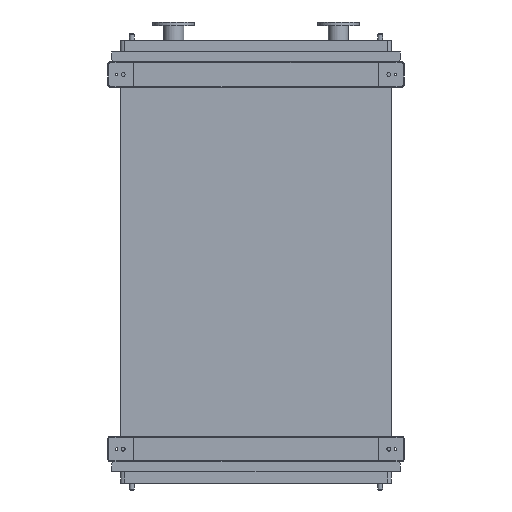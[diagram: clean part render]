
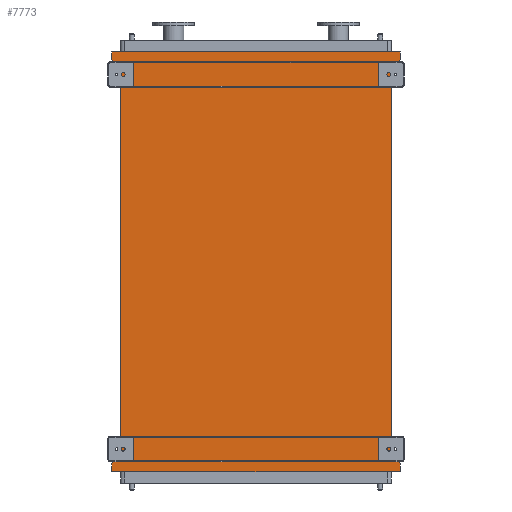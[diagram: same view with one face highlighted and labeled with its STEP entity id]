
A CAD part, front view. The second image highlights one B-rep face of the part: STEP entity #7773.
In plain terms, the highlighted planar face has unit normal (0, -1, 0).
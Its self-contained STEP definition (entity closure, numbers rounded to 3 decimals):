
#115 = EDGE_CURVE ( 'NONE', #22652, #23144, #4967, .T. ) ;
#656 = DIRECTION ( 'NONE',  ( 0., 0., -1. ) ) ;
#796 = EDGE_CURVE ( 'NONE', #23144, #7043, #8172, .T. ) ;
#913 = CARTESIAN_POINT ( 'NONE',  ( 725., 0., -2050. ) ) ;
#922 = VECTOR ( 'NONE', #14342, 1000. ) ;
#1055 = EDGE_CURVE ( 'NONE', #12115, #18705, #20609, .T. ) ;
#1226 = EDGE_CURVE ( 'NONE', #7043, #5855, #14734, .T. ) ;
#1607 = CARTESIAN_POINT ( 'NONE',  ( 725., 0., -2050. ) ) ;
#1803 = LINE ( 'NONE', #913, #20744 ) ;
#1816 = DIRECTION ( 'NONE',  ( 1., 0., 0. ) ) ;
#2031 = EDGE_CURVE ( 'NONE', #5855, #3555, #4003, .T. ) ;
#2288 = ORIENTED_EDGE ( 'NONE', *, *, #3160, .F. ) ;
#2701 = EDGE_CURVE ( 'NONE', #3555, #12115, #5101, .T. ) ;
#2856 = EDGE_CURVE ( 'NONE', #18705, #7066, #11021, .T. ) ;
#3160 = EDGE_CURVE ( 'NONE', #7066, #11190, #6499, .T. ) ;
#3311 = EDGE_CURVE ( 'NONE', #9781, #13942, #18742, .T. ) ;
#3363 = ORIENTED_EDGE ( 'NONE', *, *, #5864, .T. ) ;
#3555 = VERTEX_POINT ( 'NONE', #12774 ) ;
#3676 = CARTESIAN_POINT ( 'NONE',  ( 771., 0., 53. ) ) ;
#3761 = CARTESIAN_POINT ( 'NONE',  ( -771., 0., -2103. ) ) ;
#3796 = EDGE_CURVE ( 'NONE', #13942, #19532, #7713, .T. ) ;
#4003 = LINE ( 'NONE', #21647, #22197 ) ;
#4967 = LINE ( 'NONE', #1607, #20102 ) ;
#5101 = LINE ( 'NONE', #3761, #15245 ) ;
#5178 = VECTOR ( 'NONE', #22388, 1000. ) ;
#5386 = DIRECTION ( 'NONE',  ( 0., 0., -1. ) ) ;
#5485 = VECTOR ( 'NONE', #23372, 1000. ) ;
#5640 = ORIENTED_EDGE ( 'NONE', *, *, #3311, .F. ) ;
#5855 = VERTEX_POINT ( 'NONE', #21622 ) ;
#5864 = EDGE_CURVE ( 'NONE', #22652, #19532, #1803, .T. ) ;
#6499 = LINE ( 'NONE', #19179, #21573 ) ;
#6863 = DIRECTION ( 'NONE',  ( 0., 0., -1. ) ) ;
#7043 = VERTEX_POINT ( 'NONE', #19927 ) ;
#7066 = VERTEX_POINT ( 'NONE', #10474 ) ;
#7072 = CARTESIAN_POINT ( 'NONE',  ( -725., 0., 0. ) ) ;
#7713 = LINE ( 'NONE', #19068, #12797 ) ;
#7773 = ADVANCED_FACE ( 'NONE', ( #9110 ), #12958, .T. ) ;
#8031 = CARTESIAN_POINT ( 'NONE',  ( -725., 0., -2050. ) ) ;
#8172 = LINE ( 'NONE', #20168, #23078 ) ;
#8526 = ORIENTED_EDGE ( 'NONE', *, *, #1226, .F. ) ;
#9110 = FACE_OUTER_BOUND ( 'NONE', #12300, .T. ) ;
#9781 = VERTEX_POINT ( 'NONE', #21038 ) ;
#10474 = CARTESIAN_POINT ( 'NONE',  ( -771., 0., 53. ) ) ;
#11021 = LINE ( 'NONE', #16277, #922 ) ;
#11173 = CARTESIAN_POINT ( 'NONE',  ( 725., 0., -2050. ) ) ;
#11190 = VERTEX_POINT ( 'NONE', #18899 ) ;
#11202 = CARTESIAN_POINT ( 'NONE',  ( 771., 0., -2145. ) ) ;
#11543 = DIRECTION ( 'NONE',  ( 0., 0., 1. ) ) ;
#11766 = ORIENTED_EDGE ( 'NONE', *, *, #22671, .F. ) ;
#11998 = CARTESIAN_POINT ( 'NONE',  ( 771., 0., 95. ) ) ;
#12115 = VERTEX_POINT ( 'NONE', #8031 ) ;
#12300 = EDGE_LOOP ( 'NONE', ( #3363, #14850, #5640, #11766, #2288, #15998, #22588, #14485, #16293, #8526, #23364, #16931 ) ) ;
#12774 = CARTESIAN_POINT ( 'NONE',  ( -771., 0., -2103. ) ) ;
#12797 = VECTOR ( 'NONE', #20929, 1000. ) ;
#12958 = PLANE ( 'NONE',  #20189 ) ;
#13088 = CARTESIAN_POINT ( 'NONE',  ( -771., 0., 95. ) ) ;
#13221 = VECTOR ( 'NONE', #1816, 1000. ) ;
#13942 = VERTEX_POINT ( 'NONE', #3676 ) ;
#14231 = DIRECTION ( 'NONE',  ( 0., 0., 1. ) ) ;
#14299 = VECTOR ( 'NONE', #656, 1000. ) ;
#14342 = DIRECTION ( 'NONE',  ( -0.655, 0., 0.755 ) ) ;
#14485 = ORIENTED_EDGE ( 'NONE', *, *, #2701, .F. ) ;
#14734 = LINE ( 'NONE', #11202, #5178 ) ;
#14850 = ORIENTED_EDGE ( 'NONE', *, *, #3796, .F. ) ;
#14900 = DIRECTION ( 'NONE',  ( 0.655, 0., -0.755 ) ) ;
#15245 = VECTOR ( 'NONE', #17080, 1000. ) ;
#15998 = ORIENTED_EDGE ( 'NONE', *, *, #2856, .F. ) ;
#16277 = CARTESIAN_POINT ( 'NONE',  ( -725., 0., 0. ) ) ;
#16293 = ORIENTED_EDGE ( 'NONE', *, *, #2031, .F. ) ;
#16839 = DIRECTION ( 'NONE',  ( 0., -1., 0. ) ) ;
#16931 = ORIENTED_EDGE ( 'NONE', *, *, #115, .F. ) ;
#17080 = DIRECTION ( 'NONE',  ( 0.655, 0., 0.755 ) ) ;
#18295 = LINE ( 'NONE', #13088, #13221 ) ;
#18488 = CARTESIAN_POINT ( 'NONE',  ( 771., 0., -2103. ) ) ;
#18705 = VERTEX_POINT ( 'NONE', #7072 ) ;
#18742 = LINE ( 'NONE', #11998, #14299 ) ;
#18899 = CARTESIAN_POINT ( 'NONE',  ( -771., 0., 95. ) ) ;
#19068 = CARTESIAN_POINT ( 'NONE',  ( 771., 0., 53. ) ) ;
#19179 = CARTESIAN_POINT ( 'NONE',  ( -771., 0., 53. ) ) ;
#19532 = VERTEX_POINT ( 'NONE', #20077 ) ;
#19811 = CARTESIAN_POINT ( 'NONE',  ( -725., 0., -2050. ) ) ;
#19927 = CARTESIAN_POINT ( 'NONE',  ( 771., 0., -2145. ) ) ;
#20077 = CARTESIAN_POINT ( 'NONE',  ( 725., 0., 0. ) ) ;
#20102 = VECTOR ( 'NONE', #14900, 1000. ) ;
#20168 = CARTESIAN_POINT ( 'NONE',  ( 771., 0., -2103. ) ) ;
#20189 = AXIS2_PLACEMENT_3D ( 'NONE', #20470, #16839, #5386 ) ;
#20470 = CARTESIAN_POINT ( 'NONE',  ( -725., 0., -2050. ) ) ;
#20609 = LINE ( 'NONE', #19811, #5485 ) ;
#20744 = VECTOR ( 'NONE', #14231, 1000. ) ;
#20929 = DIRECTION ( 'NONE',  ( -0.655, 0., -0.755 ) ) ;
#21038 = CARTESIAN_POINT ( 'NONE',  ( 771., 0., 95. ) ) ;
#21573 = VECTOR ( 'NONE', #11543, 1000. ) ;
#21622 = CARTESIAN_POINT ( 'NONE',  ( -771., 0., -2145. ) ) ;
#21647 = CARTESIAN_POINT ( 'NONE',  ( -771., 0., -2145. ) ) ;
#22197 = VECTOR ( 'NONE', #23395, 1000. ) ;
#22388 = DIRECTION ( 'NONE',  ( -1., 0., 0. ) ) ;
#22588 = ORIENTED_EDGE ( 'NONE', *, *, #1055, .F. ) ;
#22652 = VERTEX_POINT ( 'NONE', #11173 ) ;
#22671 = EDGE_CURVE ( 'NONE', #11190, #9781, #18295, .T. ) ;
#23078 = VECTOR ( 'NONE', #6863, 1000. ) ;
#23144 = VERTEX_POINT ( 'NONE', #18488 ) ;
#23364 = ORIENTED_EDGE ( 'NONE', *, *, #796, .F. ) ;
#23372 = DIRECTION ( 'NONE',  ( 0., 0., 1. ) ) ;
#23395 = DIRECTION ( 'NONE',  ( 0., 0., 1. ) ) ;
